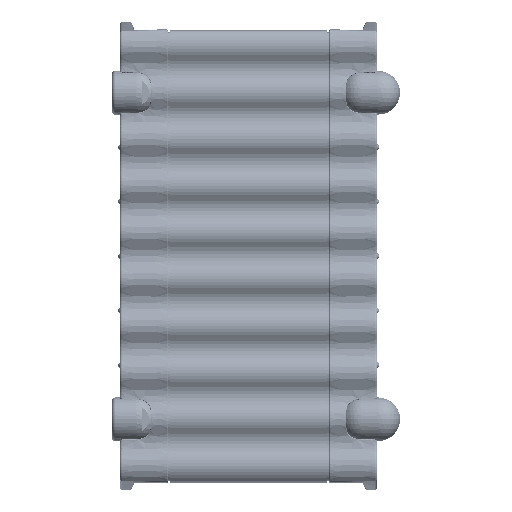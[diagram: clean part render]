
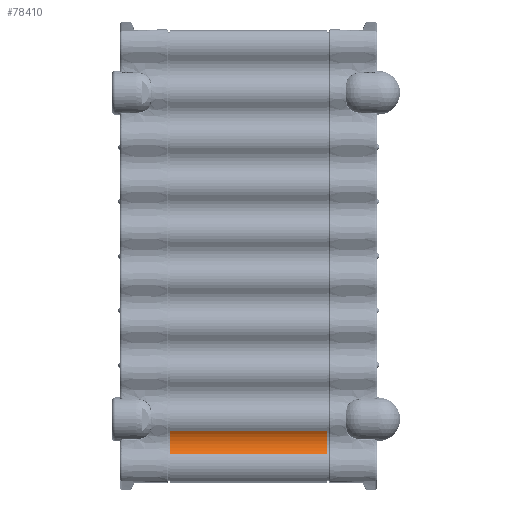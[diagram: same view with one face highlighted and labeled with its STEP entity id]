
A CAD part, left-side view. The second image highlights one B-rep face of the part: STEP entity #78410.
In plain terms, the highlighted cylindrical face has radius 12 mm (diameter 24 mm), a partial arc.
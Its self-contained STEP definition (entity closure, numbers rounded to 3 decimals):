
#15913 = VERTEX_POINT ( 'NONE', #75154 ) ;
#38308 = DIRECTION ( 'NONE',  ( 0., -1., 0. ) ) ;
#38310 = VECTOR ( 'NONE', #38308, 1000. ) ;
#38312 = CARTESIAN_POINT ( 'NONE',  ( 193.575, 4000., -7.972 ) ) ;
#38321 = LINE ( 'NONE', #38312, #38310 ) ;
#38404 = CARTESIAN_POINT ( 'NONE',  ( 193.575, 91.4, -7.972 ) ) ;
#38422 = DIRECTION ( 'NONE',  ( 0., 0., 1. ) ) ;
#38423 = DIRECTION ( 'NONE',  ( 0., -1., 0. ) ) ;
#38424 = CARTESIAN_POINT ( 'NONE',  ( 200.25, 91.4, -17.944 ) ) ;
#38425 = AXIS2_PLACEMENT_3D ( 'NONE', #38424, #38423, #38422 ) ;
#38427 = CIRCLE ( 'NONE', #38425, 12. ) ;
#38431 = CARTESIAN_POINT ( 'NONE',  ( 193.575, 1., -7.972 ) ) ;
#38464 = DIRECTION ( 'NONE',  ( 0., 0., 1. ) ) ;
#38465 = DIRECTION ( 'NONE',  ( 0., -1., 0. ) ) ;
#38467 = CARTESIAN_POINT ( 'NONE',  ( 200.25, 1., -17.944 ) ) ;
#38468 = AXIS2_PLACEMENT_3D ( 'NONE', #38467, #38465, #38464 ) ;
#38479 = CIRCLE ( 'NONE', #38468, 12. ) ;
#38725 = DIRECTION ( 'NONE',  ( 0., 0., -1. ) ) ;
#38726 = DIRECTION ( 'NONE',  ( 0., -1., 0. ) ) ;
#38727 = CARTESIAN_POINT ( 'NONE',  ( 200.25, 4000., -17.944 ) ) ;
#38729 = AXIS2_PLACEMENT_3D ( 'NONE', #38727, #38726, #38725 ) ;
#38732 = CYLINDRICAL_SURFACE ( 'NONE', #38729, 12. ) ;
#38733 = FACE_OUTER_BOUND ( 'NONE', #78035, .T. ) ;
#56702 = EDGE_CURVE ( 'NONE', #15913, #56720, #66692, .T. ) ;
#56720 = VERTEX_POINT ( 'NONE', #67208 ) ;
#66692 = LINE ( 'NONE', #66752, #66740 ) ;
#66738 = DIRECTION ( 'NONE',  ( 0., -1., 0. ) ) ;
#66740 = VECTOR ( 'NONE', #66738, 1000. ) ;
#66752 = CARTESIAN_POINT ( 'NONE',  ( 206.925, 4000., -7.972 ) ) ;
#67208 = CARTESIAN_POINT ( 'NONE',  ( 206.925, 1., -7.972 ) ) ;
#75154 = CARTESIAN_POINT ( 'NONE',  ( 206.925, 91.4, -7.972 ) ) ;
#76333 = EDGE_CURVE ( 'NONE', #76656, #77102, #38321, .T. ) ;
#76414 = ORIENTED_EDGE ( 'NONE', *, *, #76458, .F. ) ;
#76458 = EDGE_CURVE ( 'NONE', #15913, #76656, #38427, .T. ) ;
#76473 = ORIENTED_EDGE ( 'NONE', *, *, #76333, .F. ) ;
#76656 = VERTEX_POINT ( 'NONE', #38404 ) ;
#76845 = EDGE_CURVE ( 'NONE', #56720, #77102, #38479, .T. ) ;
#77102 = VERTEX_POINT ( 'NONE', #38431 ) ;
#77979 = ORIENTED_EDGE ( 'NONE', *, *, #76845, .T. ) ;
#78034 = ORIENTED_EDGE ( 'NONE', *, *, #56702, .T. ) ;
#78035 = EDGE_LOOP ( 'NONE', ( #78034, #77979, #76473, #76414 ) ) ;
#78410 = ADVANCED_FACE ( 'NONE', ( #38733 ), #38732, .F. ) ;
